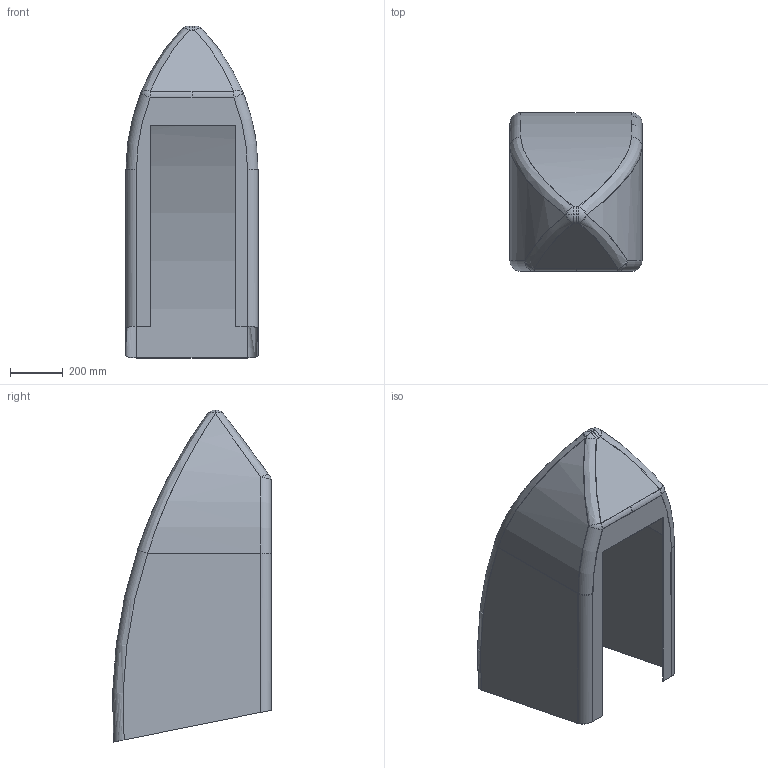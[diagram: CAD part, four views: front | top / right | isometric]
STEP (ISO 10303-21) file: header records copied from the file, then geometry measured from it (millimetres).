
FILE_DESCRIPTION (( 'STEP AP203' ), '1' );
FILE_NAME ('BODYWORKS .STEP', '2024-07-27T20:18:10', ( '' ), ( '' ), 'SwSTEP 2.0', 'SolidWorks 2024', '' );
FILE_SCHEMA (( 'CONFIG_CONTROL_DESIGN' ));
Length unit declared in the file: millimetre
Products named in the file (1): BODYWORKS 
Bounding box: 500 x 601.48 x 1257.2 mm (x, y, z)
Volume: 3832349.4 mm3; surface area: 3830869 mm2
Topology: 1 solids, 1 shells, 60 faces, 146 edges, 78 vertices
Faces by surface type: cylinder 22, plane 12, sphere 10, bspline 8, torus 8
Entity records: 3027 total; most frequent: CARTESIAN_POINT 1660, DIRECTION 278, ORIENTED_EDGE 272, EDGE_CURVE 136, AXIS2_PLACEMENT_3D 113, VERTEX_POINT 78, ADVANCED_FACE 60, EDGE_LOOP 60
